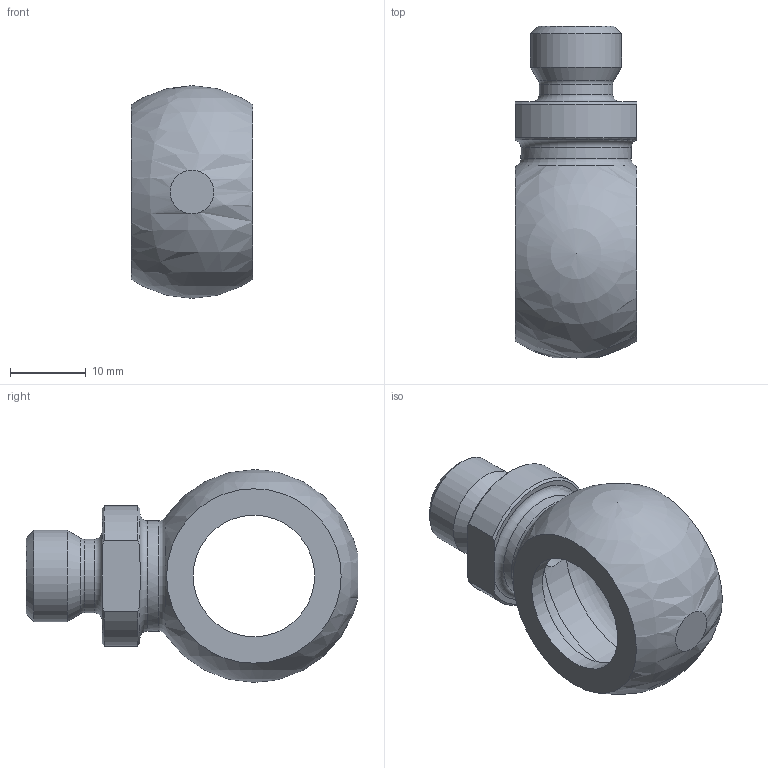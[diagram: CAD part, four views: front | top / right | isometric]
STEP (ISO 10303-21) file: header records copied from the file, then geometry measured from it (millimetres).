
FILE_DESCRIPTION((''),'2;1');
FILE_NAME('74742806.stp','2014-10-29T14:40:39',(''),('KNOMI spol. s r. o.'),'Autodesk Inventor 2012','Autodesk Inventor 2012','');
FILE_SCHEMA(('AUTOMOTIVE_DESIGN { 1 2 10303 214 0 1 1 1 }'));
Length unit declared in the file: millimetre
Products named in the file (1): Oko st.příp.OK D16/M12 Tr06
Bounding box: 16 x 43.7 x 28 mm (x, y, z)
Volume: 5420.5 mm3; surface area: 4278.5 mm2
Topology: 1 solids, 1 shells, 34 faces, 81 edges, 52 vertices
Faces by surface type: plane 10, cylinder 10, cone 7, torus 6, sphere 1
Full cylindrical faces by diameter (mm): 4 x1, 6 x1, 9.7 x1, 12 x1, 14.5 x1, 16 x2, 23.5 x1
Entity records: 897 total; most frequent: CARTESIAN_POINT 204, DIRECTION 146, ORIENTED_EDGE 110, AXIS2_PLACEMENT_3D 68, EDGE_LOOP 58, EDGE_CURVE 55, VERTEX_POINT 43, FACE_OUTER_BOUND 34
